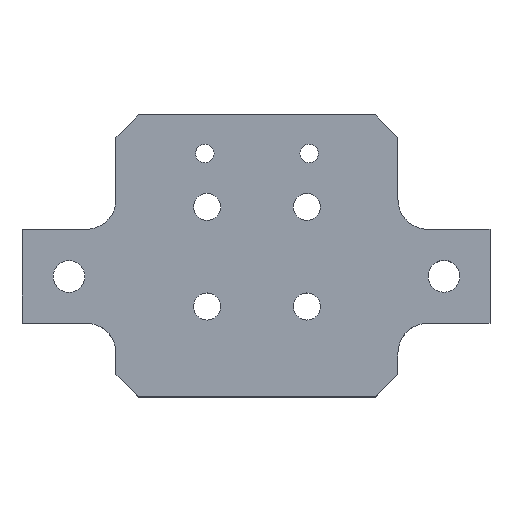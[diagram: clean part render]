
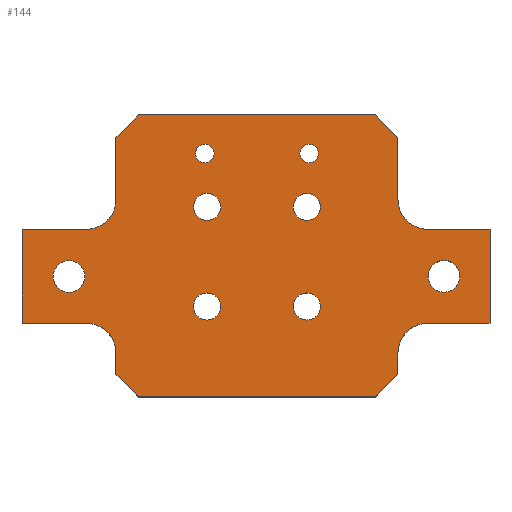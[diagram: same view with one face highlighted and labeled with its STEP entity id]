
A CAD part, top view. The second image highlights one B-rep face of the part: STEP entity #144.
In plain terms, the highlighted planar face has unit normal (0, 0, 1).
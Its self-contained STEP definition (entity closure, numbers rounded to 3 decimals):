
#50=FACE_BOUND('',#224,.T.);
#51=FACE_BOUND('',#225,.T.);
#52=FACE_BOUND('',#226,.T.);
#53=FACE_BOUND('',#227,.T.);
#54=FACE_BOUND('',#228,.T.);
#55=FACE_BOUND('',#229,.T.);
#56=FACE_BOUND('',#230,.T.);
#57=FACE_BOUND('',#231,.T.);
#58=FACE_BOUND('',#232,.T.);
#100=CIRCLE('',#715,1.25);
#101=CIRCLE('',#716,1.25);
#102=CIRCLE('',#717,1.829);
#103=CIRCLE('',#718,1.829);
#104=CIRCLE('',#719,1.829);
#105=CIRCLE('',#720,1.829);
#106=CIRCLE('',#721,2.15);
#107=CIRCLE('',#722,2.15);
#108=CIRCLE('',#723,4.);
#109=CIRCLE('',#724,4.);
#110=CIRCLE('',#725,4.);
#111=CIRCLE('',#726,4.);
#144=ADVANCED_FACE('',(#50,#51,#52,#53,#54,#55,#56,#57,#58),#182,.T.);
#182=PLANE('',#727);
#224=EDGE_LOOP('',(#330));
#225=EDGE_LOOP('',(#331));
#226=EDGE_LOOP('',(#332));
#227=EDGE_LOOP('',(#333));
#228=EDGE_LOOP('',(#334));
#229=EDGE_LOOP('',(#335));
#230=EDGE_LOOP('',(#336));
#231=EDGE_LOOP('',(#337));
#232=EDGE_LOOP('',(#338,#339,#340,#341,#342,#343,#344,#345,#346,#347,#348,
#349,#350,#351,#352,#353,#354,#355,#356,#357));
#330=ORIENTED_EDGE('',*,*,#558,.F.);
#331=ORIENTED_EDGE('',*,*,#559,.F.);
#332=ORIENTED_EDGE('',*,*,#560,.F.);
#333=ORIENTED_EDGE('',*,*,#561,.F.);
#334=ORIENTED_EDGE('',*,*,#562,.F.);
#335=ORIENTED_EDGE('',*,*,#563,.F.);
#336=ORIENTED_EDGE('',*,*,#564,.T.);
#337=ORIENTED_EDGE('',*,*,#565,.T.);
#338=ORIENTED_EDGE('',*,*,#545,.T.);
#339=ORIENTED_EDGE('',*,*,#566,.T.);
#340=ORIENTED_EDGE('',*,*,#547,.T.);
#341=ORIENTED_EDGE('',*,*,#567,.T.);
#342=ORIENTED_EDGE('',*,*,#551,.T.);
#343=ORIENTED_EDGE('',*,*,#568,.T.);
#344=ORIENTED_EDGE('',*,*,#555,.T.);
#345=ORIENTED_EDGE('',*,*,#516,.T.);
#346=ORIENTED_EDGE('',*,*,#520,.T.);
#347=ORIENTED_EDGE('',*,*,#569,.T.);
#348=ORIENTED_EDGE('',*,*,#523,.T.);
#349=ORIENTED_EDGE('',*,*,#570,.T.);
#350=ORIENTED_EDGE('',*,*,#527,.T.);
#351=ORIENTED_EDGE('',*,*,#571,.T.);
#352=ORIENTED_EDGE('',*,*,#529,.T.);
#353=ORIENTED_EDGE('',*,*,#572,.T.);
#354=ORIENTED_EDGE('',*,*,#533,.T.);
#355=ORIENTED_EDGE('',*,*,#539,.T.);
#356=ORIENTED_EDGE('',*,*,#542,.T.);
#357=ORIENTED_EDGE('',*,*,#573,.T.);
#452=VERTEX_POINT('',#972);
#453=VERTEX_POINT('',#974);
#455=VERTEX_POINT('',#980);
#458=VERTEX_POINT('',#987);
#459=VERTEX_POINT('',#989);
#462=VERTEX_POINT('',#996);
#463=VERTEX_POINT('',#998);
#464=VERTEX_POINT('',#1002);
#465=VERTEX_POINT('',#1003);
#468=VERTEX_POINT('',#1011);
#469=VERTEX_POINT('',#1012);
#473=VERTEX_POINT('',#1022);
#475=VERTEX_POINT('',#1028);
#478=VERTEX_POINT('',#1035);
#479=VERTEX_POINT('',#1037);
#480=VERTEX_POINT('',#1041);
#481=VERTEX_POINT('',#1042);
#484=VERTEX_POINT('',#1050);
#485=VERTEX_POINT('',#1051);
#488=VERTEX_POINT('',#1059);
#490=VERTEX_POINT('',#1065);
#491=VERTEX_POINT('',#1067);
#492=VERTEX_POINT('',#1069);
#493=VERTEX_POINT('',#1071);
#494=VERTEX_POINT('',#1073);
#495=VERTEX_POINT('',#1075);
#496=VERTEX_POINT('',#1077);
#497=VERTEX_POINT('',#1079);
#516=EDGE_CURVE('',#453,#452,#600,.T.);
#520=EDGE_CURVE('',#452,#455,#604,.T.);
#523=EDGE_CURVE('',#459,#458,#607,.T.);
#527=EDGE_CURVE('',#463,#462,#611,.T.);
#529=EDGE_CURVE('',#464,#465,#613,.T.);
#533=EDGE_CURVE('',#468,#469,#617,.T.);
#539=EDGE_CURVE('',#469,#473,#623,.T.);
#542=EDGE_CURVE('',#473,#475,#626,.T.);
#545=EDGE_CURVE('',#479,#478,#629,.T.);
#547=EDGE_CURVE('',#480,#481,#631,.T.);
#551=EDGE_CURVE('',#484,#485,#635,.T.);
#555=EDGE_CURVE('',#488,#453,#639,.T.);
#558=EDGE_CURVE('',#490,#490,#100,.T.);
#559=EDGE_CURVE('',#491,#491,#101,.T.);
#560=EDGE_CURVE('',#492,#492,#102,.T.);
#561=EDGE_CURVE('',#493,#493,#103,.T.);
#562=EDGE_CURVE('',#494,#494,#104,.T.);
#563=EDGE_CURVE('',#495,#495,#105,.T.);
#564=EDGE_CURVE('',#496,#496,#106,.T.);
#565=EDGE_CURVE('',#497,#497,#107,.T.);
#566=EDGE_CURVE('',#478,#480,#642,.T.);
#567=EDGE_CURVE('',#481,#484,#643,.T.);
#568=EDGE_CURVE('',#485,#488,#108,.T.);
#569=EDGE_CURVE('',#455,#459,#109,.T.);
#570=EDGE_CURVE('',#458,#463,#644,.T.);
#571=EDGE_CURVE('',#462,#464,#645,.T.);
#572=EDGE_CURVE('',#465,#468,#110,.T.);
#573=EDGE_CURVE('',#475,#479,#111,.T.);
#600=LINE('',#973,#652);
#604=LINE('',#981,#656);
#607=LINE('',#988,#659);
#611=LINE('',#997,#663);
#613=LINE('',#1001,#665);
#617=LINE('',#1010,#669);
#623=LINE('',#1023,#675);
#626=LINE('',#1029,#678);
#629=LINE('',#1036,#681);
#631=LINE('',#1040,#683);
#635=LINE('',#1049,#687);
#639=LINE('',#1058,#691);
#642=LINE('',#1080,#694);
#643=LINE('',#1081,#695);
#644=LINE('',#1084,#696);
#645=LINE('',#1085,#697);
#652=VECTOR('',#777,1.);
#656=VECTOR('',#783,1.);
#659=VECTOR('',#788,1.);
#663=VECTOR('',#794,1.);
#665=VECTOR('',#798,1.);
#669=VECTOR('',#804,1.);
#675=VECTOR('',#812,1.);
#678=VECTOR('',#817,1.);
#681=VECTOR('',#822,1.);
#683=VECTOR('',#826,1.);
#687=VECTOR('',#832,1.);
#691=VECTOR('',#838,1.);
#694=VECTOR('',#859,1.);
#695=VECTOR('',#860,1.);
#696=VECTOR('',#865,1.);
#697=VECTOR('',#866,1.);
#715=AXIS2_PLACEMENT_3D('',#1064,#843,#844);
#716=AXIS2_PLACEMENT_3D('',#1066,#845,#846);
#717=AXIS2_PLACEMENT_3D('',#1068,#847,#848);
#718=AXIS2_PLACEMENT_3D('',#1070,#849,#850);
#719=AXIS2_PLACEMENT_3D('',#1072,#851,#852);
#720=AXIS2_PLACEMENT_3D('',#1074,#853,#854);
#721=AXIS2_PLACEMENT_3D('',#1076,#855,#856);
#722=AXIS2_PLACEMENT_3D('',#1078,#857,#858);
#723=AXIS2_PLACEMENT_3D('',#1082,#861,#862);
#724=AXIS2_PLACEMENT_3D('',#1083,#863,#864);
#725=AXIS2_PLACEMENT_3D('',#1086,#867,#868);
#726=AXIS2_PLACEMENT_3D('',#1087,#869,#870);
#727=AXIS2_PLACEMENT_3D('',#1088,#871,#872);
#777=DIRECTION('',(0.,-1.,0.));
#783=DIRECTION('',(1.,0.,0.));
#788=DIRECTION('',(0.,-1.,0.));
#794=DIRECTION('',(1.,0.,0.));
#798=DIRECTION('',(0.,1.,0.));
#804=DIRECTION('',(1.,0.,0.));
#812=DIRECTION('',(0.,1.,0.));
#817=DIRECTION('',(-1.,0.,0.));
#822=DIRECTION('',(0.,1.,0.));
#826=DIRECTION('',(-1.,0.,0.));
#832=DIRECTION('',(0.,-1.,0.));
#838=DIRECTION('',(-1.,0.,0.));
#843=DIRECTION('',(0.,0.,1.));
#844=DIRECTION('',(1.,0.,0.));
#845=DIRECTION('',(0.,0.,1.));
#846=DIRECTION('',(1.,0.,0.));
#847=DIRECTION('',(0.,0.,1.));
#848=DIRECTION('',(1.,0.,0.));
#849=DIRECTION('',(0.,0.,1.));
#850=DIRECTION('',(1.,0.,0.));
#851=DIRECTION('',(0.,0.,1.));
#852=DIRECTION('',(1.,0.,0.));
#853=DIRECTION('',(0.,0.,1.));
#854=DIRECTION('',(1.,0.,0.));
#855=DIRECTION('',(0.,0.,-1.));
#856=DIRECTION('',(-1.,0.,0.));
#857=DIRECTION('',(0.,0.,-1.));
#858=DIRECTION('',(-1.,0.,0.));
#859=DIRECTION('',(-0.707,0.707,0.));
#860=DIRECTION('',(-0.707,-0.707,0.));
#861=DIRECTION('',(0.,0.,-1.));
#862=DIRECTION('',(1.,0.,0.));
#863=DIRECTION('',(0.,0.,-1.));
#864=DIRECTION('',(1.,0.,0.));
#865=DIRECTION('',(0.707,-0.707,0.));
#866=DIRECTION('',(0.707,0.707,0.));
#867=DIRECTION('',(0.,0.,-1.));
#868=DIRECTION('',(1.,0.,0.));
#869=DIRECTION('',(0.,0.,-1.));
#870=DIRECTION('',(1.,0.,0.));
#871=DIRECTION('',(0.,0.,1.));
#872=DIRECTION('',(1.,0.,0.));
#972=CARTESIAN_POINT('',(-12.7,9.95,8.));
#973=CARTESIAN_POINT('',(-12.7,22.65,8.));
#974=CARTESIAN_POINT('',(-12.7,22.65,8.));
#980=CARTESIAN_POINT('',(-4.,9.95,8.));
#981=CARTESIAN_POINT('',(-12.7,9.95,8.));
#987=CARTESIAN_POINT('',(0.,3.,8.));
#988=CARTESIAN_POINT('',(0.,9.95,8.));
#989=CARTESIAN_POINT('',(0.,5.95,8.));
#996=CARTESIAN_POINT('',(35.1,0.,8.));
#997=CARTESIAN_POINT('',(0.,0.,8.));
#998=CARTESIAN_POINT('',(3.,0.,8.));
#1001=CARTESIAN_POINT('',(38.1,0.,8.));
#1002=CARTESIAN_POINT('',(38.1,3.,8.));
#1003=CARTESIAN_POINT('',(38.1,5.95,8.));
#1010=CARTESIAN_POINT('',(38.1,9.95,8.));
#1011=CARTESIAN_POINT('',(42.1,9.95,8.));
#1012=CARTESIAN_POINT('',(50.541,9.95,8.));
#1022=CARTESIAN_POINT('',(50.541,22.65,8.));
#1023=CARTESIAN_POINT('',(50.541,9.95,8.));
#1028=CARTESIAN_POINT('',(42.1,22.65,8.));
#1029=CARTESIAN_POINT('',(50.541,22.65,8.));
#1035=CARTESIAN_POINT('',(38.1,35.1,8.));
#1036=CARTESIAN_POINT('',(38.1,22.65,8.));
#1037=CARTESIAN_POINT('',(38.1,26.65,8.));
#1040=CARTESIAN_POINT('',(38.1,38.1,8.));
#1041=CARTESIAN_POINT('',(35.1,38.1,8.));
#1042=CARTESIAN_POINT('',(3.,38.1,8.));
#1049=CARTESIAN_POINT('',(0.,38.1,8.));
#1050=CARTESIAN_POINT('',(0.,35.1,8.));
#1051=CARTESIAN_POINT('',(0.,26.65,8.));
#1058=CARTESIAN_POINT('',(0.,22.65,8.));
#1059=CARTESIAN_POINT('',(-4.,22.65,8.));
#1064=CARTESIAN_POINT('',(26.1,32.898,8.));
#1065=CARTESIAN_POINT('',(27.35,32.898,8.));
#1066=CARTESIAN_POINT('',(12.,32.898,8.));
#1067=CARTESIAN_POINT('',(13.25,32.898,8.));
#1068=CARTESIAN_POINT('',(25.785,25.685,8.));
#1069=CARTESIAN_POINT('',(27.614,25.685,8.));
#1070=CARTESIAN_POINT('',(25.785,12.215,8.));
#1071=CARTESIAN_POINT('',(27.614,12.215,8.));
#1072=CARTESIAN_POINT('',(12.315,25.685,8.));
#1073=CARTESIAN_POINT('',(14.144,25.685,8.));
#1074=CARTESIAN_POINT('',(12.315,12.215,8.));
#1075=CARTESIAN_POINT('',(14.144,12.215,8.));
#1076=CARTESIAN_POINT('',(44.32,16.3,8.));
#1077=CARTESIAN_POINT('',(42.17,16.3,8.));
#1078=CARTESIAN_POINT('',(-6.35,16.274,8.));
#1079=CARTESIAN_POINT('',(-8.5,16.274,8.));
#1080=CARTESIAN_POINT('',(36.6,36.6,8.));
#1081=CARTESIAN_POINT('',(-17.55,17.55,8.));
#1082=CARTESIAN_POINT('',(-4.,26.65,8.));
#1083=CARTESIAN_POINT('',(-4.,5.95,8.));
#1084=CARTESIAN_POINT('',(1.5,1.5,8.));
#1085=CARTESIAN_POINT('',(17.55,-17.55,8.));
#1086=CARTESIAN_POINT('',(42.1,5.95,8.));
#1087=CARTESIAN_POINT('',(42.1,26.65,8.));
#1088=CARTESIAN_POINT('',(0.,0.,8.));
